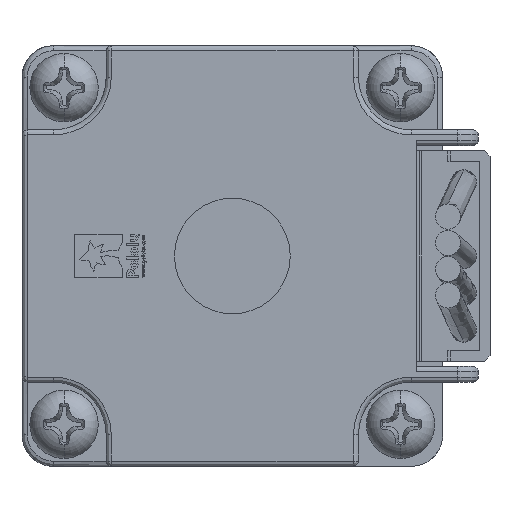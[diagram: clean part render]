
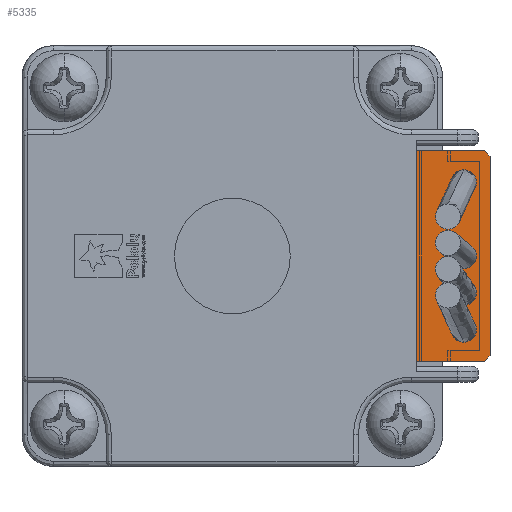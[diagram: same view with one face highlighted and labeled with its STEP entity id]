
A CAD part, front view. The second image highlights one B-rep face of the part: STEP entity #5335.
In plain terms, the highlighted planar face has unit normal (0, -1, 0).
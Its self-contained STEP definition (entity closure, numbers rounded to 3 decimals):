
#86 = CIRCLE ( 'NONE', #17146, 0.6 ) ;
#1122 = AXIS2_PLACEMENT_3D ( 'NONE', #24006, #12408, #26443 ) ;
#1321 = CARTESIAN_POINT ( 'NONE',  ( 12.25, -42.5, -4.75 ) ) ;
#1473 = CARTESIAN_POINT ( 'NONE',  ( 12.25, -42.5, 4.75 ) ) ;
#1818 = DIRECTION ( 'NONE',  ( 0., 1., 0. ) ) ;
#2203 = DIRECTION ( 'NONE',  ( 0., 0., -1. ) ) ;
#2266 = CARTESIAN_POINT ( 'NONE',  ( 12.25, -42.5, 5. ) ) ;
#2330 = ORIENTED_EDGE ( 'NONE', *, *, #4148, .F. ) ;
#2946 = DIRECTION ( 'NONE',  ( 0., -1., 0. ) ) ;
#3918 = ORIENTED_EDGE ( 'NONE', *, *, #7790, .F. ) ;
#4127 = LINE ( 'NONE', #10857, #15266 ) ;
#4148 = EDGE_CURVE ( 'NONE', #5740, #11863, #20625, .T. ) ;
#4253 = FACE_BOUND ( 'NONE', #11732, .T. ) ;
#4960 = CARTESIAN_POINT ( 'NONE',  ( 11., -42.5, -0.6 ) ) ;
#5171 = VECTOR ( 'NONE', #15518, 1000. ) ;
#5283 = EDGE_LOOP ( 'NONE', ( #3918, #9705 ) ) ;
#5335 = ADVANCED_FACE ( 'NONE', ( #23062, #22917, #4253, #20590, #6867 ), #15870, .F. ) ;
#5531 = CARTESIAN_POINT ( 'NONE',  ( 12.25, -42.5, 5. ) ) ;
#5618 = VECTOR ( 'NONE', #9808, 1000. ) ;
#5628 = VERTEX_POINT ( 'NONE', #14940 ) ;
#5653 = LINE ( 'NONE', #13119, #22149 ) ;
#5740 = VERTEX_POINT ( 'NONE', #13242 ) ;
#6105 = ORIENTED_EDGE ( 'NONE', *, *, #6106, .F. ) ;
#6106 = EDGE_CURVE ( 'NONE', #16341, #10580, #9855, .T. ) ;
#6262 = DIRECTION ( 'NONE',  ( 0., 0., -1. ) ) ;
#6543 = DIRECTION ( 'NONE',  ( 0., 0., -1. ) ) ;
#6867 = FACE_OUTER_BOUND ( 'NONE', #9301, .T. ) ;
#7730 = CARTESIAN_POINT ( 'NONE',  ( 11., -42.5, -3.5 ) ) ;
#7790 = EDGE_CURVE ( 'NONE', #29943, #18426, #24018, .T. ) ;
#7855 = CARTESIAN_POINT ( 'NONE',  ( 11., -42.5, 3.5 ) ) ;
#8099 = DIRECTION ( 'NONE',  ( 0., 0., -1. ) ) ;
#8361 = DIRECTION ( 'NONE',  ( -0.707, 0., 0.707 ) ) ;
#8572 = EDGE_CURVE ( 'NONE', #10580, #16341, #15281, .T. ) ;
#8659 = DIRECTION ( 'NONE',  ( 0., -1., 0. ) ) ;
#8662 = ORIENTED_EDGE ( 'NONE', *, *, #27197, .T. ) ;
#8933 = EDGE_CURVE ( 'NONE', #5628, #17391, #5653, .T. ) ;
#9301 = EDGE_LOOP ( 'NONE', ( #13182, #15347, #19360, #17202, #8662, #14855 ) ) ;
#9599 = VERTEX_POINT ( 'NONE', #28915 ) ;
#9705 = ORIENTED_EDGE ( 'NONE', *, *, #21733, .F. ) ;
#9808 = DIRECTION ( 'NONE',  ( 0., 0., -1. ) ) ;
#9829 = CARTESIAN_POINT ( 'NONE',  ( 12.25, -42.5, -4.75 ) ) ;
#9855 = CIRCLE ( 'NONE', #25965, 0.6 ) ;
#9925 = VERTEX_POINT ( 'NONE', #22608 ) ;
#9985 = DIRECTION ( 'NONE',  ( 0., 0., -1. ) ) ;
#10580 = VERTEX_POINT ( 'NONE', #29974 ) ;
#10857 = CARTESIAN_POINT ( 'NONE',  ( 8.75, -42.5, 5. ) ) ;
#11248 = LINE ( 'NONE', #25155, #28775 ) ;
#11298 = AXIS2_PLACEMENT_3D ( 'NONE', #20559, #15679, #16542 ) ;
#11732 = EDGE_LOOP ( 'NONE', ( #25045, #27996 ) ) ;
#11863 = VERTEX_POINT ( 'NONE', #15854 ) ;
#12001 = DIRECTION ( 'NONE',  ( 0., 0., -1. ) ) ;
#12139 = VERTEX_POINT ( 'NONE', #19335 ) ;
#12408 = DIRECTION ( 'NONE',  ( 0., -1., 0. ) ) ;
#12662 = CARTESIAN_POINT ( 'NONE',  ( 11., -42.5, -1.75 ) ) ;
#13119 = CARTESIAN_POINT ( 'NONE',  ( 12.25, -42.5, -5. ) ) ;
#13182 = ORIENTED_EDGE ( 'NONE', *, *, #8933, .F. ) ;
#13200 = CARTESIAN_POINT ( 'NONE',  ( 8.75, -42.5, -5. ) ) ;
#13242 = CARTESIAN_POINT ( 'NONE',  ( 11., -42.5, -4.1 ) ) ;
#14356 = EDGE_CURVE ( 'NONE', #17679, #9925, #14365, .T. ) ;
#14365 = CIRCLE ( 'NONE', #28004, 0.6 ) ;
#14748 = AXIS2_PLACEMENT_3D ( 'NONE', #18122, #27447, #6543 ) ;
#14794 = AXIS2_PLACEMENT_3D ( 'NONE', #17432, #15591, #24905 ) ;
#14855 = ORIENTED_EDGE ( 'NONE', *, *, #22329, .T. ) ;
#14875 = CARTESIAN_POINT ( 'NONE',  ( 8.75, -42.5, 5. ) ) ;
#14940 = CARTESIAN_POINT ( 'NONE',  ( 12., -42.5, -5. ) ) ;
#15078 = LINE ( 'NONE', #1473, #22240 ) ;
#15266 = VECTOR ( 'NONE', #6262, 1000. ) ;
#15281 = CIRCLE ( 'NONE', #1122, 0.6 ) ;
#15347 = ORIENTED_EDGE ( 'NONE', *, *, #15466, .T. ) ;
#15408 = DIRECTION ( 'NONE',  ( -1., 0., 0. ) ) ;
#15466 = EDGE_CURVE ( 'NONE', #5628, #26998, #24538, .T. ) ;
#15493 = EDGE_CURVE ( 'NONE', #9599, #12139, #15078, .T. ) ;
#15518 = DIRECTION ( 'NONE',  ( 0.707, 0., 0.707 ) ) ;
#15591 = DIRECTION ( 'NONE',  ( 0., -1., 0. ) ) ;
#15679 = DIRECTION ( 'NONE',  ( 0., -1., 0. ) ) ;
#15854 = CARTESIAN_POINT ( 'NONE',  ( 11., -42.5, -2.9 ) ) ;
#15870 = PLANE ( 'NONE',  #16243 ) ;
#16243 = AXIS2_PLACEMENT_3D ( 'NONE', #2266, #1818, #29937 ) ;
#16341 = VERTEX_POINT ( 'NONE', #22719 ) ;
#16542 = DIRECTION ( 'NONE',  ( 0., 0., -1. ) ) ;
#17146 = AXIS2_PLACEMENT_3D ( 'NONE', #27715, #8659, #2203 ) ;
#17202 = ORIENTED_EDGE ( 'NONE', *, *, #15493, .T. ) ;
#17391 = VERTEX_POINT ( 'NONE', #13200 ) ;
#17432 = CARTESIAN_POINT ( 'NONE',  ( 11., -42.5, -3.5 ) ) ;
#17679 = VERTEX_POINT ( 'NONE', #24619 ) ;
#18122 = CARTESIAN_POINT ( 'NONE',  ( 11., -42.5, 0. ) ) ;
#18426 = VERTEX_POINT ( 'NONE', #22806 ) ;
#19253 = ORIENTED_EDGE ( 'NONE', *, *, #8572, .F. ) ;
#19335 = CARTESIAN_POINT ( 'NONE',  ( 12., -42.5, 5. ) ) ;
#19360 = ORIENTED_EDGE ( 'NONE', *, *, #24312, .F. ) ;
#19670 = DIRECTION ( 'NONE',  ( 0., -1., 0. ) ) ;
#19889 = VERTEX_POINT ( 'NONE', #14875 ) ;
#20106 = DIRECTION ( 'NONE',  ( -1., 0., 0. ) ) ;
#20559 = CARTESIAN_POINT ( 'NONE',  ( 11., -42.5, -1.75 ) ) ;
#20590 = FACE_BOUND ( 'NONE', #5283, .T. ) ;
#20625 = CIRCLE ( 'NONE', #14794, 0.6 ) ;
#21677 = CIRCLE ( 'NONE', #28017, 0.6 ) ;
#21733 = EDGE_CURVE ( 'NONE', #18426, #29943, #86, .T. ) ;
#22149 = VECTOR ( 'NONE', #15408, 1000. ) ;
#22240 = VECTOR ( 'NONE', #8361, 1000. ) ;
#22329 = EDGE_CURVE ( 'NONE', #19889, #17391, #4127, .T. ) ;
#22608 = CARTESIAN_POINT ( 'NONE',  ( 11., -42.5, -2.35 ) ) ;
#22674 = EDGE_LOOP ( 'NONE', ( #19253, #6105 ) ) ;
#22719 = CARTESIAN_POINT ( 'NONE',  ( 11., -42.5, 4.1 ) ) ;
#22806 = CARTESIAN_POINT ( 'NONE',  ( 11., -42.5, 0.6 ) ) ;
#22917 = FACE_BOUND ( 'NONE', #24807, .T. ) ;
#23062 = FACE_BOUND ( 'NONE', #22674, .T. ) ;
#23661 = EDGE_CURVE ( 'NONE', #11863, #5740, #21677, .T. ) ;
#24004 = LINE ( 'NONE', #5531, #5618 ) ;
#24006 = CARTESIAN_POINT ( 'NONE',  ( 11., -42.5, 3.5 ) ) ;
#24018 = CIRCLE ( 'NONE', #14748, 0.6 ) ;
#24312 = EDGE_CURVE ( 'NONE', #9599, #26998, #24004, .T. ) ;
#24538 = LINE ( 'NONE', #1321, #5171 ) ;
#24619 = CARTESIAN_POINT ( 'NONE',  ( 11., -42.5, -1.15 ) ) ;
#24807 = EDGE_LOOP ( 'NONE', ( #2330, #24873 ) ) ;
#24873 = ORIENTED_EDGE ( 'NONE', *, *, #23661, .F. ) ;
#24905 = DIRECTION ( 'NONE',  ( 0., 0., -1. ) ) ;
#25045 = ORIENTED_EDGE ( 'NONE', *, *, #29901, .F. ) ;
#25155 = CARTESIAN_POINT ( 'NONE',  ( 12.25, -42.5, 5. ) ) ;
#25431 = CIRCLE ( 'NONE', #11298, 0.6 ) ;
#25965 = AXIS2_PLACEMENT_3D ( 'NONE', #7855, #2946, #9985 ) ;
#26443 = DIRECTION ( 'NONE',  ( 0., 0., -1. ) ) ;
#26998 = VERTEX_POINT ( 'NONE', #9829 ) ;
#27197 = EDGE_CURVE ( 'NONE', #12139, #19889, #11248, .T. ) ;
#27447 = DIRECTION ( 'NONE',  ( 0., -1., 0. ) ) ;
#27715 = CARTESIAN_POINT ( 'NONE',  ( 11., -42.5, 0. ) ) ;
#27996 = ORIENTED_EDGE ( 'NONE', *, *, #14356, .F. ) ;
#28004 = AXIS2_PLACEMENT_3D ( 'NONE', #12662, #19670, #8099 ) ;
#28017 = AXIS2_PLACEMENT_3D ( 'NONE', #7730, #28503, #12001 ) ;
#28503 = DIRECTION ( 'NONE',  ( 0., -1., 0. ) ) ;
#28775 = VECTOR ( 'NONE', #20106, 1000. ) ;
#28915 = CARTESIAN_POINT ( 'NONE',  ( 12.25, -42.5, 4.75 ) ) ;
#29901 = EDGE_CURVE ( 'NONE', #9925, #17679, #25431, .T. ) ;
#29937 = DIRECTION ( 'NONE',  ( 0., 0., 1. ) ) ;
#29943 = VERTEX_POINT ( 'NONE', #4960 ) ;
#29974 = CARTESIAN_POINT ( 'NONE',  ( 11., -42.5, 2.9 ) ) ;
